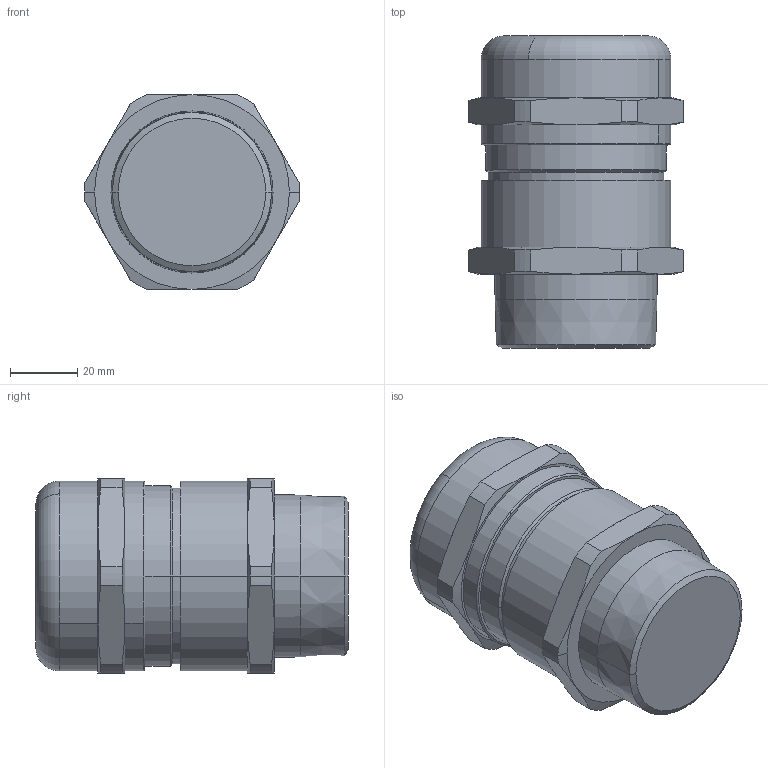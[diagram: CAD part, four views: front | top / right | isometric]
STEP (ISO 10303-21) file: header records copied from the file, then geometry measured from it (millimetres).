
FILE_DESCRIPTION (( 'STEP AP203' ), '1' );
FILE_NAME ('BNEM-E6-11-2T-WCL.step', '2021-11-30T13:51:57', ( '' ), ( '' ), 'SwSTEP 2.0', 'SolidWorks 2021', '' );
FILE_SCHEMA (( 'CONFIG_CONTROL_DESIGN' ));
Length unit declared in the file: inch
Products named in the file (1): BNEM-E6-11-2T-WCL
Bounding box: 64 x 93.01 x 58 mm (x, y, z)
Volume: 218920.6 mm3; surface area: 22281.3 mm2
Topology: 1 solids, 1 shells, 85 faces, 194 edges, 118 vertices
Faces by surface type: cone 36, cylinder 24, plane 21, torus 4
Entity records: 2425 total; most frequent: CARTESIAN_POINT 494, DIRECTION 416, ORIENTED_EDGE 388, EDGE_CURVE 194, AXIS2_PLACEMENT_3D 184, VERTEX_POINT 118, CIRCLE 98, EDGE_LOOP 92
